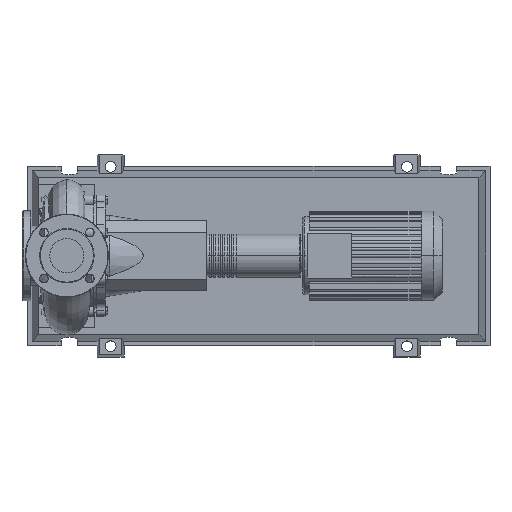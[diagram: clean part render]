
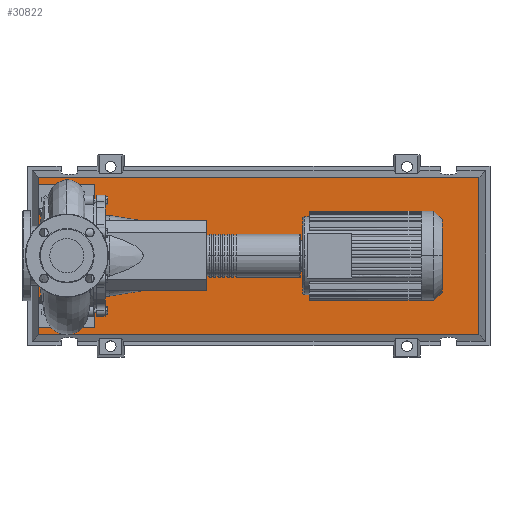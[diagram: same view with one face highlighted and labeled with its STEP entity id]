
A CAD part, top view. The second image highlights one B-rep face of the part: STEP entity #30822.
In plain terms, the highlighted planar face has unit normal (0, 0, 1).
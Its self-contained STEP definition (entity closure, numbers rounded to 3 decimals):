
#30503=CARTESIAN_POINT('',(917.971,-175.471,103.0));
#30504=VERTEX_POINT('',#30503);
#30511=CARTESIAN_POINT('',(-62.971,-175.471,103.0));
#30512=VERTEX_POINT('',#30511);
#30513=CARTESIAN_POINT('',(917.971,-175.471,103.0));
#30514=DIRECTION('',(-1.0,0.0,0.0));
#30515=VECTOR('',#30514,980.941);
#30516=LINE('',#30513,#30515);
#30517=EDGE_CURVE('',#30504,#30512,#30516,.T.);
#30735=CARTESIAN_POINT('',(917.971,175.471,103.0));
#30736=VERTEX_POINT('',#30735);
#30737=CARTESIAN_POINT('',(917.971,175.471,103.0));
#30738=DIRECTION('',(0.0,-1.0,0.0));
#30739=VECTOR('',#30738,350.941);
#30740=LINE('',#30737,#30739);
#30741=EDGE_CURVE('',#30736,#30504,#30740,.T.);
#30759=CARTESIAN_POINT('',(-62.971,175.471,103.0));
#30760=VERTEX_POINT('',#30759);
#30761=CARTESIAN_POINT('',(-62.971,-175.471,103.0));
#30762=DIRECTION('',(0.0,1.0,0.0));
#30763=VECTOR('',#30762,350.941);
#30764=LINE('',#30761,#30763);
#30765=EDGE_CURVE('',#30512,#30760,#30764,.T.);
#30798=CARTESIAN_POINT('',(-62.971,175.471,103.0));
#30799=DIRECTION('',(1.0,0.0,0.0));
#30800=VECTOR('',#30799,980.941);
#30801=LINE('',#30798,#30800);
#30802=EDGE_CURVE('',#30760,#30736,#30801,.T.);
#30811=CARTESIAN_POINT('',(427.5,0.,103.0));
#30812=DIRECTION('',(0.0,0.0,1.0));
#30813=DIRECTION('',(1.0,0.0,0.0));
#30814=AXIS2_PLACEMENT_3D('',#30811,#30812,#30813);
#30815=PLANE('',#30814);
#30816=ORIENTED_EDGE('',*,*,#30741,.F.);
#30817=ORIENTED_EDGE('',*,*,#30802,.F.);
#30818=ORIENTED_EDGE('',*,*,#30765,.F.);
#30819=ORIENTED_EDGE('',*,*,#30517,.F.);
#30820=EDGE_LOOP('',(#30816,#30817,#30818,#30819));
#30821=FACE_OUTER_BOUND('',#30820,.T.);
#30822=ADVANCED_FACE('',(#30821),#30815,.T.);
